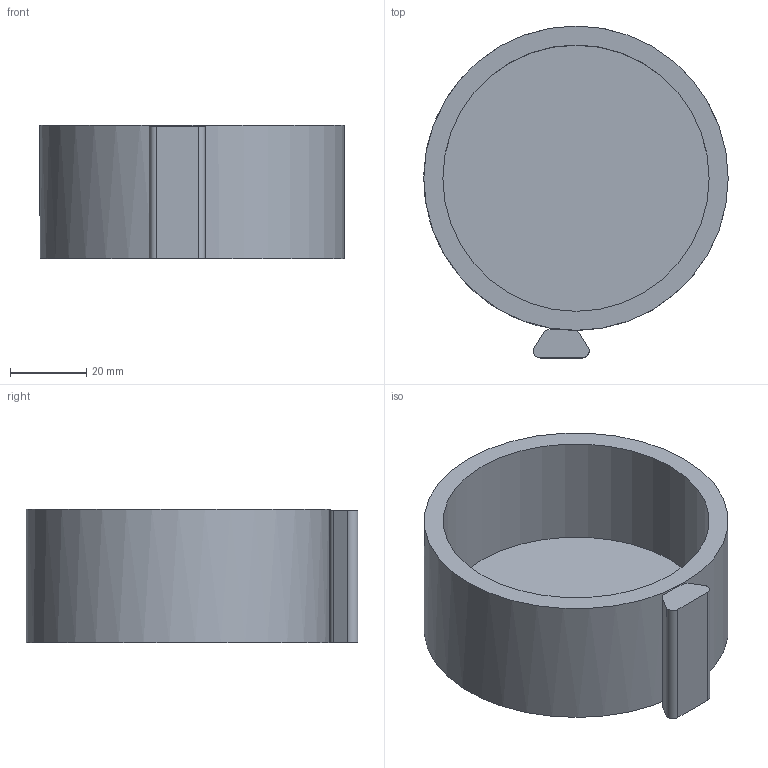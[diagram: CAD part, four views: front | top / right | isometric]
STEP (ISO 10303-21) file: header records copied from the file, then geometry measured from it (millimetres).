
FILE_DESCRIPTION(('FreeCAD Model'),'2;1');
FILE_NAME('can_holder.step','2016-09-30T11:39:59',('Author'),(''), 'Open CASCADE STEP processor 6.8','FreeCAD','Unknown');
FILE_SCHEMA(('AUTOMOTIVE_DESIGN_CC2 { 1 2 10303 214 -1 1 5 4 }'));
Length unit declared in the file: millimetre
Products named in the file (2): ASSEMBLY; Can_holder
Assembly tree (1 placements, depth 2):
  ASSEMBLY
    Can_holder
Bounding box: 80 x 87.21 x 35 mm (x, y, z)
Volume: 63628.4 mm3; surface area: 26689.9 mm2
Topology: 1 solids, 1 shells, 15 faces, 35 edges, 23 vertices
Faces by surface type: bspline 10, plane 3, cylinder 2
Full cylindrical faces by diameter (mm): 70 x1, 80 x1
Entity records: 1904 total; most frequent: CARTESIAN_POINT 1345, ORIENTED_EDGE 70, B_SPLINE_CURVE_WITH_KNOTS 70, PCURVE 70, DEFINITIONAL_REPRESENTATION 70, DIRECTION 40, EDGE_CURVE 35, SURFACE_CURVE 33
